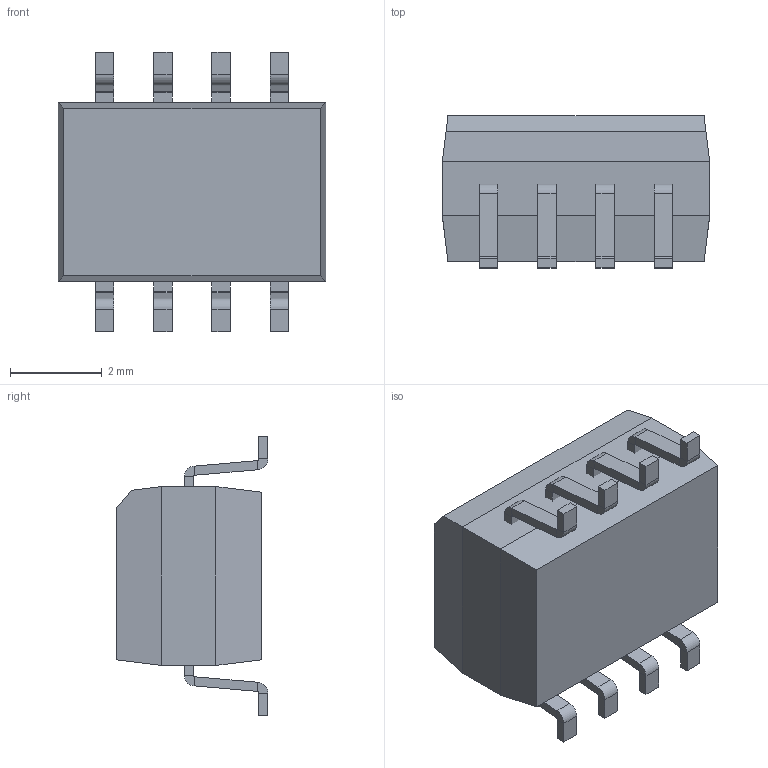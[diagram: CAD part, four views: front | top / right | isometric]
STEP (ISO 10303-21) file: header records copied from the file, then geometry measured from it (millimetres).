
FILE_DESCRIPTION (( 'STEP AP214' ), '1' );
FILE_NAME ('SOIC-8V1.STEP', '2015-12-12T23:24:53', ( '' ), ( '' ), 'SwSTEP 2.0', 'SolidWorks 2015', '' );
FILE_SCHEMA (( 'AUTOMOTIVE_DESIGN' ));
Length unit declared in the file: millimetre
Products named in the file (2): SOIC-8V1
Bounding box: 5.84 x 3.32 x 6.1 mm (x, y, z)
Volume: 74.4 mm3; surface area: 158.5 mm2
Topology: 2 solids, 2 shells, 176 faces, 377 edges, 206 vertices
Faces by surface type: plane 142, cylinder 34
Entity records: 4797 total; most frequent: DIRECTION 801, CARTESIAN_POINT 761, ORIENTED_EDGE 754, EDGE_CURVE 377, VECTOR 309, LINE 309, AXIS2_PLACEMENT_3D 246, VERTEX_POINT 206
